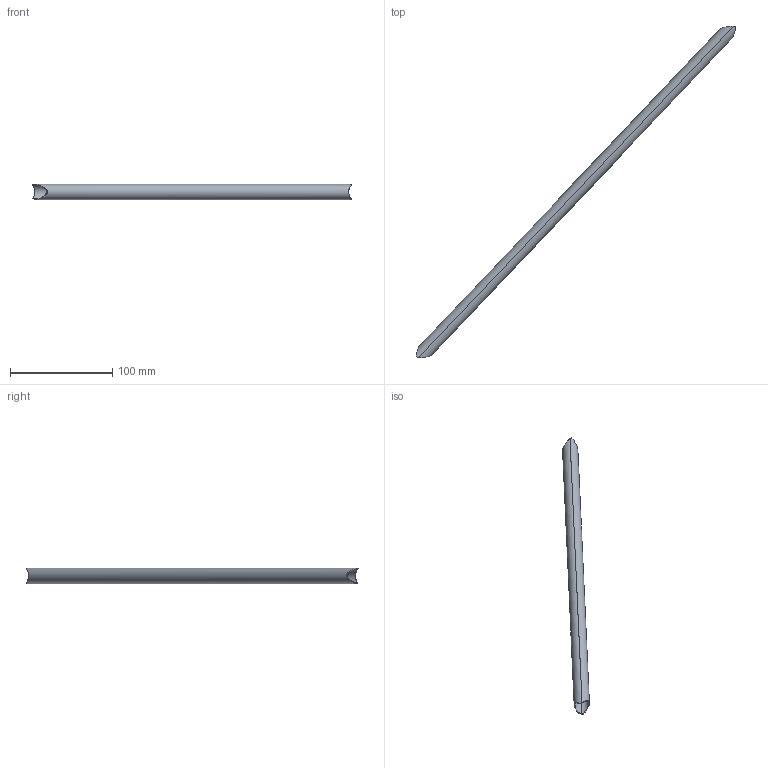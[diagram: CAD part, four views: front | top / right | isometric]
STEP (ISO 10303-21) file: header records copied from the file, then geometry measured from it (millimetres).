
FILE_DESCRIPTION(('STEP AP214'),'1');
FILE_NAME('105.stp','2019-12-02T12:12:10',(' '),(' '),'Spatial InterOp 3D',' ',' ');
FILE_SCHEMA(('AUTOMOTIVE_DESIGN { 1 0 10303 214 1 1 1 1 }'));
Length unit declared in the file: metre
Products named in the file (1): PartBody/Pocket.2
Bounding box: 313.35 x 325.2 x 15 mm (x, y, z)
Volume: 14704 mm3; surface area: 39312.3 mm2
Topology: 1 solids, 1 shells, 12 faces, 36 edges, 24 vertices
Faces by surface type: cylinder 12
Entity records: 1411 total; most frequent: CARTESIAN_POINT 878, ORIENTED_EDGE 72, STYLED_ITEM 41, PRESENTATION_STYLE_ASSIGNMENT 41, COLOUR_RGB 41, EDGE_CURVE 36, DIRECTION 32, B_SPLINE_CURVE_WITH_KNOTS 30
